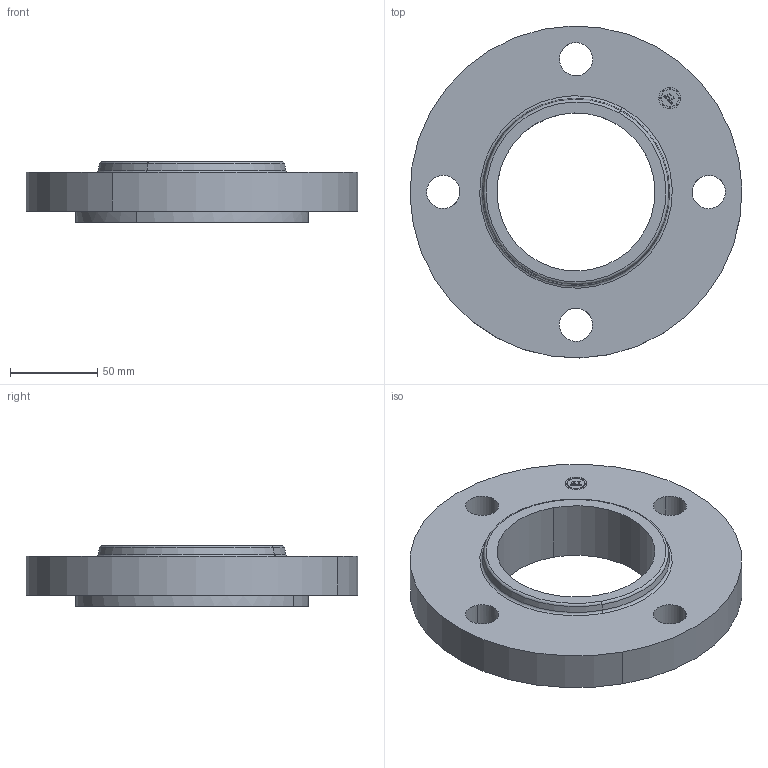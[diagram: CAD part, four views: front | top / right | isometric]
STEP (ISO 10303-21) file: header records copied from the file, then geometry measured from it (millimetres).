
FILE_DESCRIPTION(('3D STEP'),'2;1');
FILE_NAME('3-150-SLIP-ON-RTJ-FLANGE.stp','2013-01-26T06:19:31+00:00',('Texas Flange'),(''),'CATIA Version 5 Release 20 SP 6 (IN-10)','CATIA V5 STEP AP214','800-826-3801');
FILE_SCHEMA(('AUTOMOTIVE_DESIGN { 1 0 10303 214 1 1 1 1 }'));
Length unit declared in the file: inch
Products named in the file (1): 3-150-SLIP-ON-RTJ-FLANGE
Bounding box: 190.45 x 190.45 x 34.8 mm (x, y, z)
Volume: 516506.8 mm3; surface area: 77529.2 mm2
Topology: 1 solids, 1 shells, 419 faces, 1188 edges, 788 vertices
Faces by surface type: plane 371, cylinder 34, torus 8, cone 6
Entity records: 15713 total; most frequent: ORIENTED_EDGE 2376, CARTESIAN_POINT 2346, DIRECTION 1926, EDGE_CURVE 1188, VECTOR 1084, LINE 1084, VERTEX_POINT 788, AXIS2_PLACEMENT_3D 474
